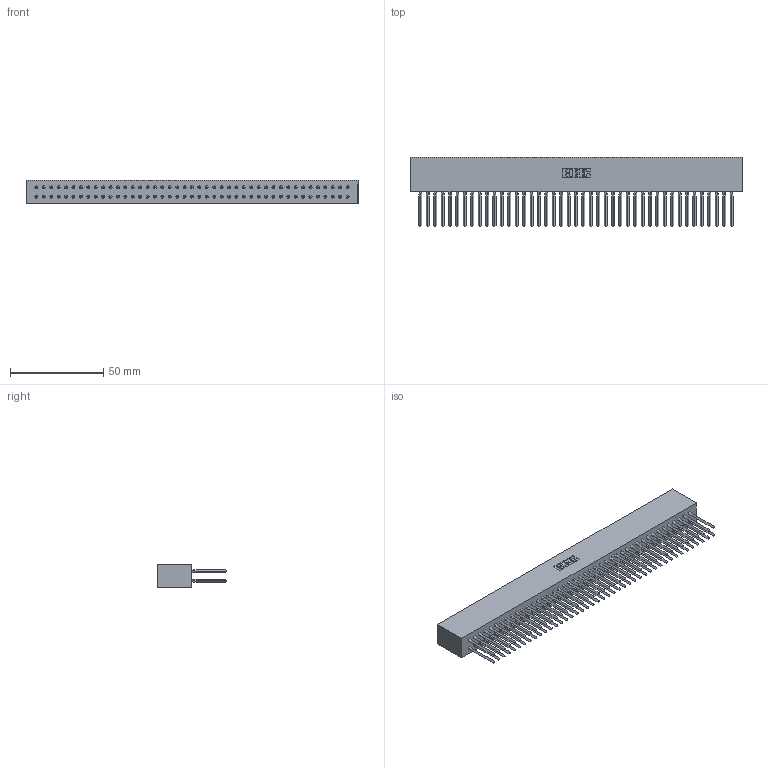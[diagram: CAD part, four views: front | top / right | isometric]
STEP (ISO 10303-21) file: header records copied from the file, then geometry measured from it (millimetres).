
FILE_DESCRIPTION (( 'STEP AP203' ), '1' );
FILE_NAME ('317-086-540-801.STEP', '2020-02-28T10:24:43', ( '' ), ( '' ), 'SwSTEP 2.0', 'SolidWorks 2016', '' );
FILE_SCHEMA (( 'CONFIG_CONTROL_DESIGN' ));
Length unit declared in the file: inch
Products named in the file (3): 317-086-540-801; 317 Part_Lugless; 317-290-001_540
Assembly tree (87 placements, depth 2):
  317-086-540-801
    317 Part_Lugless
    317-290-001_540  x86
Bounding box: 177.6 x 37.34 x 12.7 mm (x, y, z)
Volume: 31633.6 mm3; surface area: 47457.5 mm2
Topology: 87 solids, 87 shells, 7744 faces, 21481 edges, 13832 vertices
Faces by surface type: plane 6328, cylinder 1072, bspline 344
Entity records: 61608 total; most frequent: CARTESIAN_POINT 11163, ORIENTED_EDGE 10662, DIRECTION 8885, EDGE_CURVE 5331, VECTOR 5083, LINE 5083, VERTEX_POINT 3547, AXIS2_PLACEMENT_3D 1901
